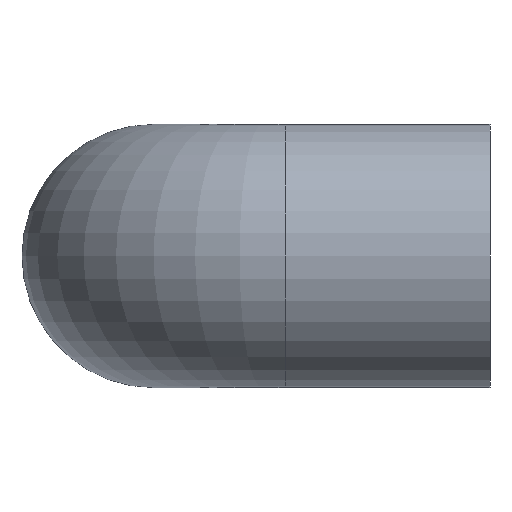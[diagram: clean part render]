
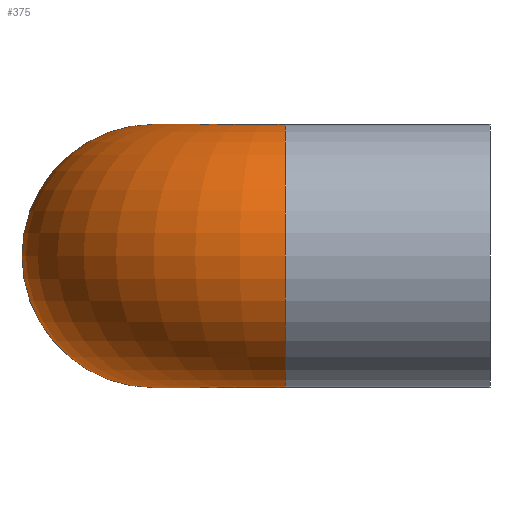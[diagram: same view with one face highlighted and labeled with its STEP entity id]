
A CAD part, left-side view. The second image highlights one B-rep face of the part: STEP entity #375.
In plain terms, the highlighted toroidal (fillet/blend) face has major radius 90 mm and minor radius 90 mm.
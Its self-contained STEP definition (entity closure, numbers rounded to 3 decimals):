
#19 = DIRECTION ( 'NONE',  ( 0., 1., 0. ) ) ;
#26 = CARTESIAN_POINT ( 'NONE',  ( 90., 230., 90. ) ) ;
#27 = AXIS2_PLACEMENT_3D ( 'NONE', #128, #290, #417 ) ;
#37 = CIRCLE ( 'NONE', #27, 90. ) ;
#79 = DIRECTION ( 'NONE',  ( 0., 1., 0. ) ) ;
#80 = DIRECTION ( 'NONE',  ( 0., 0., -1. ) ) ;
#92 = AXIS2_PLACEMENT_3D ( 'NONE', #413, #80, #249 ) ;
#93 = TOROIDAL_SURFACE ( 'NONE', #92, 90., 90. ) ;
#104 = AXIS2_PLACEMENT_3D ( 'NONE', #122, #281, #409 ) ;
#105 = CIRCLE ( 'NONE', #104, 90. ) ;
#107 = AXIS2_PLACEMENT_3D ( 'NONE', #160, #314, #440 ) ;
#112 = CARTESIAN_POINT ( 'NONE',  ( 90., 230., 0. ) ) ;
#114 = CIRCLE ( 'NONE', #107, 90. ) ;
#122 = CARTESIAN_POINT ( 'NONE',  ( 90., 230., 0. ) ) ;
#128 = CARTESIAN_POINT ( 'NONE',  ( 90., 230., 0. ) ) ;
#133 = ORIENTED_EDGE ( 'NONE', *, *, #173, .T. ) ;
#152 = CARTESIAN_POINT ( 'NONE',  ( 90., 230., -90. ) ) ;
#160 = CARTESIAN_POINT ( 'NONE',  ( 0., 140., 0. ) ) ;
#173 = EDGE_CURVE ( 'NONE', #394, #326, #212, .T. ) ;
#178 = ORIENTED_EDGE ( 'NONE', *, *, #183, .F. ) ;
#181 = EDGE_LOOP ( 'NONE', ( #257, #292, #133, #452, #323, #178 ) ) ;
#183 = EDGE_CURVE ( 'NONE', #207, #297, #202, .T. ) ;
#194 = AXIS2_PLACEMENT_3D ( 'NONE', #112, #274, #402 ) ;
#197 = DIRECTION ( 'NONE',  ( 0., 0., 1. ) ) ;
#202 = CIRCLE ( 'NONE', #194, 90. ) ;
#207 = VERTEX_POINT ( 'NONE', #152 ) ;
#210 = AXIS2_PLACEMENT_3D ( 'NONE', #368, #19, #197 ) ;
#212 = CIRCLE ( 'NONE', #210, 90. ) ;
#223 = VERTEX_POINT ( 'NONE', #435 ) ;
#248 = DIRECTION ( 'NONE',  ( 0., 0., 1. ) ) ;
#249 = DIRECTION ( 'NONE',  ( -1., 0., 0. ) ) ;
#257 = ORIENTED_EDGE ( 'NONE', *, *, #359, .F. ) ;
#274 = DIRECTION ( 'NONE',  ( 1., 0., 0. ) ) ;
#279 = CARTESIAN_POINT ( 'NONE',  ( 0., 140., 90. ) ) ;
#281 = DIRECTION ( 'NONE',  ( 1., 0., 0. ) ) ;
#285 = CARTESIAN_POINT ( 'NONE',  ( 0., 140., -90. ) ) ;
#290 = DIRECTION ( 'NONE',  ( 1., 0., 0. ) ) ;
#292 = ORIENTED_EDGE ( 'NONE', *, *, #465, .T. ) ;
#297 = VERTEX_POINT ( 'NONE', #26 ) ;
#314 = DIRECTION ( 'NONE',  ( 0., 1., 0. ) ) ;
#323 = ORIENTED_EDGE ( 'NONE', *, *, #434, .F. ) ;
#326 = VERTEX_POINT ( 'NONE', #279 ) ;
#327 = AXIS2_PLACEMENT_3D ( 'NONE', #411, #79, #248 ) ;
#343 = CIRCLE ( 'NONE', #327, 90. ) ;
#356 = EDGE_CURVE ( 'NONE', #326, #223, #114, .T. ) ;
#359 = EDGE_CURVE ( 'NONE', #223, #207, #105, .T. ) ;
#368 = CARTESIAN_POINT ( 'NONE',  ( 0., 140., 0. ) ) ;
#375 = ADVANCED_FACE ( 'NONE', ( #444 ), #93, .T. ) ;
#394 = VERTEX_POINT ( 'NONE', #285 ) ;
#402 = DIRECTION ( 'NONE',  ( 0., 0., 1. ) ) ;
#409 = DIRECTION ( 'NONE',  ( 0., 0., 1. ) ) ;
#411 = CARTESIAN_POINT ( 'NONE',  ( 0., 140., 0. ) ) ;
#413 = CARTESIAN_POINT ( 'NONE',  ( 90., 140., 0. ) ) ;
#417 = DIRECTION ( 'NONE',  ( 0., 0., 1. ) ) ;
#434 = EDGE_CURVE ( 'NONE', #297, #223, #37, .T. ) ;
#435 = CARTESIAN_POINT ( 'NONE',  ( 90., 140., 0. ) ) ;
#440 = DIRECTION ( 'NONE',  ( 0., 0., 1. ) ) ;
#444 = FACE_OUTER_BOUND ( 'NONE', #181, .T. ) ;
#452 = ORIENTED_EDGE ( 'NONE', *, *, #356, .T. ) ;
#465 = EDGE_CURVE ( 'NONE', #223, #394, #343, .T. ) ;
